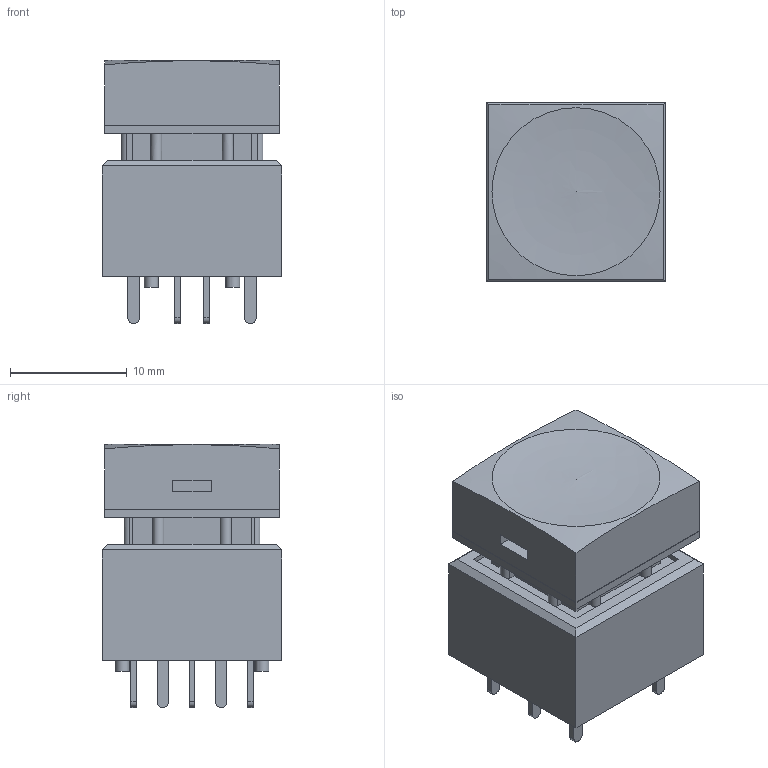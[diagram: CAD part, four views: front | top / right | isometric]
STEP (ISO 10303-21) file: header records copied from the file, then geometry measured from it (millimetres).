
FILE_DESCRIPTION(/* description */ (''),/* implementation_level */ '2;1');
FILE_NAME(/* name */ 'ULP22xxP1xSSCL1RGB.stp',/* time_stamp */ '2025-06-04T14:09:45-05:00',/* author */ ('mroman'),/* organization */ (''),/* preprocessor_version */ 'ST-DEVELOPER v18.1',/* originating_system */ 'Autodesk Inventor 2022',/* authorisation */ '');
FILE_SCHEMA (('AUTOMOTIVE_DESIGN { 1 0 10303 214 3 1 1 }'));
Length unit declared in the file: centimetre
Products named in the file (1): ULP22xxP1xSSCL1RGB
Bounding box: 15.4 x 15.4 x 22.55 mm (x, y, z)
Volume: 3206.5 mm3; surface area: 3355.5 mm2
Topology: 2 solids, 2 shells, 252 faces, 706 edges, 463 vertices
Faces by surface type: plane 223, cylinder 27, bspline 2
Full cylindrical faces by diameter (mm): 1.2 x4
Entity records: 8105 total; most frequent: CARTESIAN_POINT 1499, ORIENTED_EDGE 1410, DIRECTION 1270, EDGE_CURVE 705, LINE 630, VECTOR 630, VERTEX_POINT 463, AXIS2_PLACEMENT_3D 320
